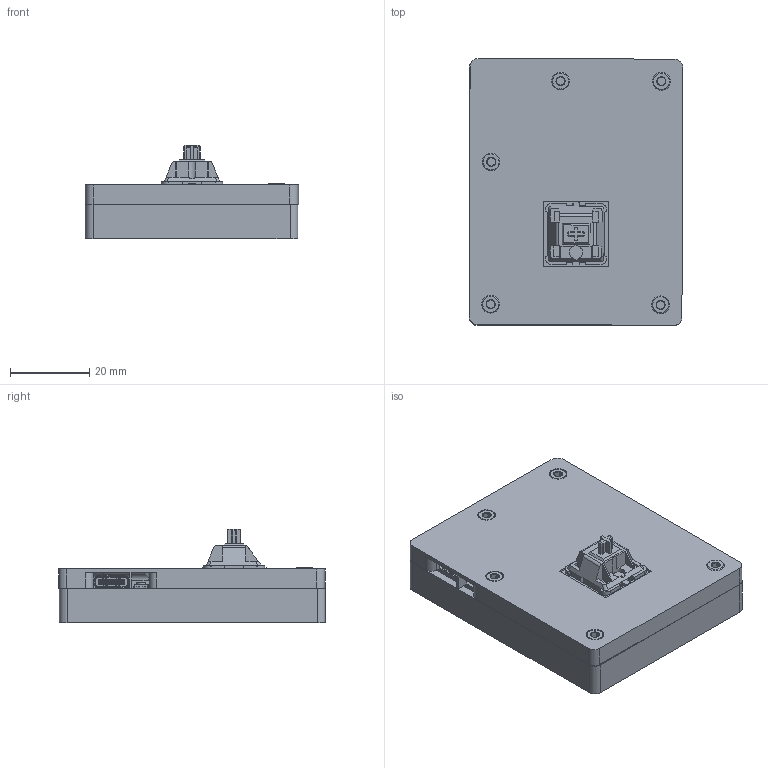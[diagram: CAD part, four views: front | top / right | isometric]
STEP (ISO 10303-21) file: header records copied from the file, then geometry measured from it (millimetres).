
FILE_DESCRIPTION(/* description */ ('STEP AP242','CAx-IF Rec.Pracs.---Representation and Presentation of Product Manufacturing Information (PMI)---4.0---2014-10-13','CAx-IF Rec.Pracs.---3D Tessellated Geometry---0.4---2014-09-14','2;1'),/* implementation_level */ '2;1');
FILE_NAME(/* name */ '6578080fa9e752140cc52b38',/* time_stamp */ '2023-12-12T07:13:22Z',/* author */ (''),/* organization */ (''),/* preprocessor_version */ 'ST-DEVELOPER v19.4',/* originating_system */ ' ',/* authorisation */ ' ');
FILE_SCHEMA (('AP242_MANAGED_MODEL_BASED_3D_ENGINEERING_MIM_LF { 1 0 10303 442 1 1 4 }'));
Products named in the file (85): Assembly 1; Part 1; 91292A012_18-8 Stainless Steel Socket Head Screw; DX07S016JA1R1505; DX07S016JA1R1504; DX07S016JA1R1506; ECX-035; DX07S016JA1R1503; part015; ECX-036; DX07S016JA1R1502; DX07S016JA1R1507; DX07S016JA1R1523; DX07S016JA1R1539; MX1A-E1NW; DX07S016JA1R1501; DX07S016JA1R1508; DX07S016JA1R1524; DX07S016JA1R1540; MX1A-E1NW001; ECX-034; DX07S016JA1R1500; part014; DX07S016JA1R1509; DX07S016JA1R1525; DX07S016JA1R1541; MX1A-E1NW002; ECX-32; BOTTOM-2_4; part012; DX07S016JA1R1510; DX07S016JA1R1526; DX07S016JA1R1522; DX07S016JA1R1542; DX07S016JA1R1538; MX1A-E1NW003; ECX-033; SOV_COVER_1_2; part013; DX07S016JA1R1511 ...
Assembly tree (88 placements, depth 2):
  Assembly 1
    Part 1
    91292A012_18-8 Stainless Steel Socket Head Screw  x5
    Part 1
    DX07S016JA1R1505
    DX07S016JA1R1504
    DX07S016JA1R1506
    ECX-035
    DX07S016JA1R1503
    part015
    ECX-036
    DX07S016JA1R1502
    DX07S016JA1R1507
    DX07S016JA1R1523
    DX07S016JA1R1539
    MX1A-E1NW
    DX07S016JA1R1501
    DX07S016JA1R1508
    DX07S016JA1R1524
    DX07S016JA1R1540
    MX1A-E1NW001
    ECX-034
    DX07S016JA1R1500
    part014
    DX07S016JA1R1509
    DX07S016JA1R1525
    DX07S016JA1R1541
    MX1A-E1NW002
    ECX-32
    BOTTOM-2_4
    part012
    DX07S016JA1R1510
    DX07S016JA1R1526
    DX07S016JA1R1522
    DX07S016JA1R1542
    DX07S016JA1R1538
    MX1A-E1NW003
    ECX-033
    SOV_COVER_1_2
    part013
    DX07S016JA1R1511
    DX07S016JA1R1527
    DX07S016JA1R1520
    DX07S016JA1R1543
    DX07S016JA1R1536
    SOF_SPRING_1_1
    DX07S016JA1R1512
    DX07S016JA1R1528
    DX07S016JA1R1521
    part
    DX07S016JA1R1537
    DX07S016JA1R1529
    part001
    MX1A-E1NW004
    MANIFOLD_SOLID_BREP_10214
    DX07S016JA1R1530
    part002
    MX1A-E1NW005
    MANIFOLD_SOLID_BREP_9785
    DX07S016JA1R1513
Bounding box: 54.02 x 67.53 x 23.54 mm (x, y, z)
Volume: 25552 mm3; surface area: 29216 mm2
Topology: 86 solids, 88 shells, 2307 faces, 6707 edges, 4579 vertices
Faces by surface type: plane 1709, cylinder 435, cone 82, torus 31, bspline 27, sphere 23
Full cylindrical faces by diameter (mm): 0.52 x2, 0.63 x1, 0.864 x2, 1 x7, 1.702 x2, 2.2 x1, 2.45 x1, 2.75 x5, 2.77 x6, 2.8 x4, 3 x2, 3.988 x1, 4.391 x1, 4.5 x10
Entity records: 72352 total; most frequent: CARTESIAN_POINT 15245, ORIENTED_EDGE 11680, DIRECTION 11120, EDGE_CURVE 5846, LINE 4678, VECTOR 4678, VERTEX_POINT 3896, AXIS2_PLACEMENT_3D 3221
